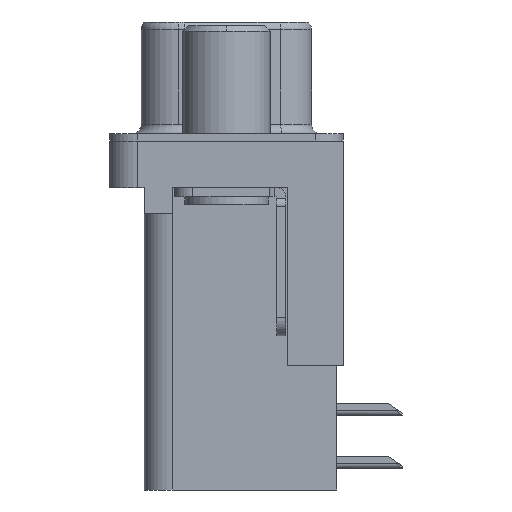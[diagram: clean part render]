
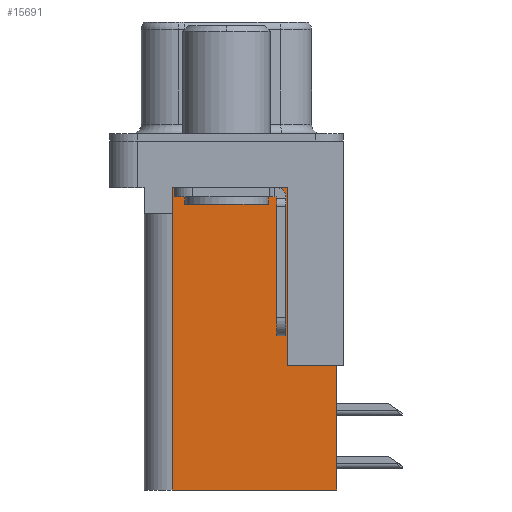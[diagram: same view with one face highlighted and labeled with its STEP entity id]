
A CAD part, left-side view. The second image highlights one B-rep face of the part: STEP entity #15691.
In plain terms, the highlighted planar face has unit normal (-1, 0, 0).
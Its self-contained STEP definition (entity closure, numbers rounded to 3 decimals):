
#81 = CARTESIAN_POINT ( 'NONE',  ( 3.79, 2.895, -3.9 ) ) ;
#749 = LINE ( 'NONE', #4904, #13528 ) ;
#1066 = VECTOR ( 'NONE', #14964, 1000. ) ;
#1763 = ORIENTED_EDGE ( 'NONE', *, *, #3698, .T. ) ;
#2115 = LINE ( 'NONE', #3208, #15655 ) ;
#2413 = DIRECTION ( 'NONE',  ( 0., 0., 1. ) ) ;
#3208 = CARTESIAN_POINT ( 'NONE',  ( 3.79, -3.295, -18.76 ) ) ;
#3277 = CARTESIAN_POINT ( 'NONE',  ( 3.79, -3.295, -12.05 ) ) ;
#3541 = VECTOR ( 'NONE', #15313, 1000. ) ;
#3669 = VERTEX_POINT ( 'NONE', #3277 ) ;
#3672 = VECTOR ( 'NONE', #2413, 1000. ) ;
#3698 = EDGE_CURVE ( 'NONE', #16127, #7351, #14729, .T. ) ;
#4170 = DIRECTION ( 'NONE',  ( 0., 1., 0. ) ) ;
#4408 = ORIENTED_EDGE ( 'NONE', *, *, #11179, .F. ) ;
#4471 = LINE ( 'NONE', #7330, #1066 ) ;
#4904 = CARTESIAN_POINT ( 'NONE',  ( 3.79, 0., -3.9 ) ) ;
#5279 = VECTOR ( 'NONE', #14917, 1000. ) ;
#5317 = CARTESIAN_POINT ( 'NONE',  ( 3.79, 2.895, -2.5 ) ) ;
#5326 = ORIENTED_EDGE ( 'NONE', *, *, #10503, .T. ) ;
#5391 = CARTESIAN_POINT ( 'NONE',  ( 3.79, -3.295, -18.76 ) ) ;
#5564 = VERTEX_POINT ( 'NONE', #12444 ) ;
#5672 = LINE ( 'NONE', #9866, #5279 ) ;
#6501 = LINE ( 'NONE', #7017, #13729 ) ;
#6918 = LINE ( 'NONE', #81, #3541 ) ;
#7017 = CARTESIAN_POINT ( 'NONE',  ( 3.79, 2.925, -18.76 ) ) ;
#7051 = VERTEX_POINT ( 'NONE', #7321 ) ;
#7058 = LINE ( 'NONE', #11363, #3672 ) ;
#7189 = EDGE_CURVE ( 'NONE', #3669, #16127, #7058, .T. ) ;
#7321 = CARTESIAN_POINT ( 'NONE',  ( 3.79, -5.925, -18.76 ) ) ;
#7330 = CARTESIAN_POINT ( 'NONE',  ( 3.79, -6.295, -12.05 ) ) ;
#7351 = VERTEX_POINT ( 'NONE', #5317 ) ;
#7636 = CARTESIAN_POINT ( 'NONE',  ( 3.79, -3.295, -2.5 ) ) ;
#8163 = EDGE_CURVE ( 'NONE', #9927, #3669, #4471, .T. ) ;
#9230 = PLANE ( 'NONE',  #11433 ) ;
#9289 = VERTEX_POINT ( 'NONE', #15074 ) ;
#9866 = CARTESIAN_POINT ( 'NONE',  ( 3.79, -5.925, -2. ) ) ;
#9927 = VERTEX_POINT ( 'NONE', #12191 ) ;
#9968 = ORIENTED_EDGE ( 'NONE', *, *, #11943, .F. ) ;
#10232 = EDGE_CURVE ( 'NONE', #14224, #5564, #6501, .T. ) ;
#10503 = EDGE_CURVE ( 'NONE', #9289, #5564, #749, .T. ) ;
#10844 = ORIENTED_EDGE ( 'NONE', *, *, #7189, .T. ) ;
#11179 = EDGE_CURVE ( 'NONE', #7051, #14224, #2115, .T. ) ;
#11362 = VECTOR ( 'NONE', #13711, 1000. ) ;
#11363 = CARTESIAN_POINT ( 'NONE',  ( 3.79, -3.295, -18.76 ) ) ;
#11433 = AXIS2_PLACEMENT_3D ( 'NONE', #5391, #11827, #4170 ) ;
#11461 = CARTESIAN_POINT ( 'NONE',  ( 3.79, 2.925, -18.76 ) ) ;
#11718 = ORIENTED_EDGE ( 'NONE', *, *, #10232, .F. ) ;
#11827 = DIRECTION ( 'NONE',  ( 1., 0., 0. ) ) ;
#11943 = EDGE_CURVE ( 'NONE', #9927, #7051, #5672, .T. ) ;
#12138 = DIRECTION ( 'NONE',  ( 0., 1., 0. ) ) ;
#12191 = CARTESIAN_POINT ( 'NONE',  ( 3.79, -5.925, -12.05 ) ) ;
#12434 = ORIENTED_EDGE ( 'NONE', *, *, #8163, .T. ) ;
#12444 = CARTESIAN_POINT ( 'NONE',  ( 3.79, 2.925, -3.9 ) ) ;
#12552 = DIRECTION ( 'NONE',  ( 0., 1., 0. ) ) ;
#13528 = VECTOR ( 'NONE', #12552, 1000. ) ;
#13711 = DIRECTION ( 'NONE',  ( 0., 1., 0. ) ) ;
#13729 = VECTOR ( 'NONE', #15930, 1000. ) ;
#13952 = EDGE_LOOP ( 'NONE', ( #1763, #14932, #5326, #11718, #4408, #9968, #12434, #10844 ) ) ;
#14224 = VERTEX_POINT ( 'NONE', #11461 ) ;
#14268 = CARTESIAN_POINT ( 'NONE',  ( 3.79, -3.295, -2.5 ) ) ;
#14711 = FACE_OUTER_BOUND ( 'NONE', #13952, .T. ) ;
#14729 = LINE ( 'NONE', #14268, #11362 ) ;
#14917 = DIRECTION ( 'NONE',  ( 0., 0., -1. ) ) ;
#14932 = ORIENTED_EDGE ( 'NONE', *, *, #16161, .T. ) ;
#14964 = DIRECTION ( 'NONE',  ( 0., 1., 0. ) ) ;
#15074 = CARTESIAN_POINT ( 'NONE',  ( 3.79, 2.895, -3.9 ) ) ;
#15313 = DIRECTION ( 'NONE',  ( 0., 0., -1. ) ) ;
#15655 = VECTOR ( 'NONE', #12138, 1000. ) ;
#15691 = ADVANCED_FACE ( 'NONE', ( #14711 ), #9230, .F. ) ;
#15930 = DIRECTION ( 'NONE',  ( 0., 0., 1. ) ) ;
#16127 = VERTEX_POINT ( 'NONE', #7636 ) ;
#16161 = EDGE_CURVE ( 'NONE', #7351, #9289, #6918, .T. ) ;
